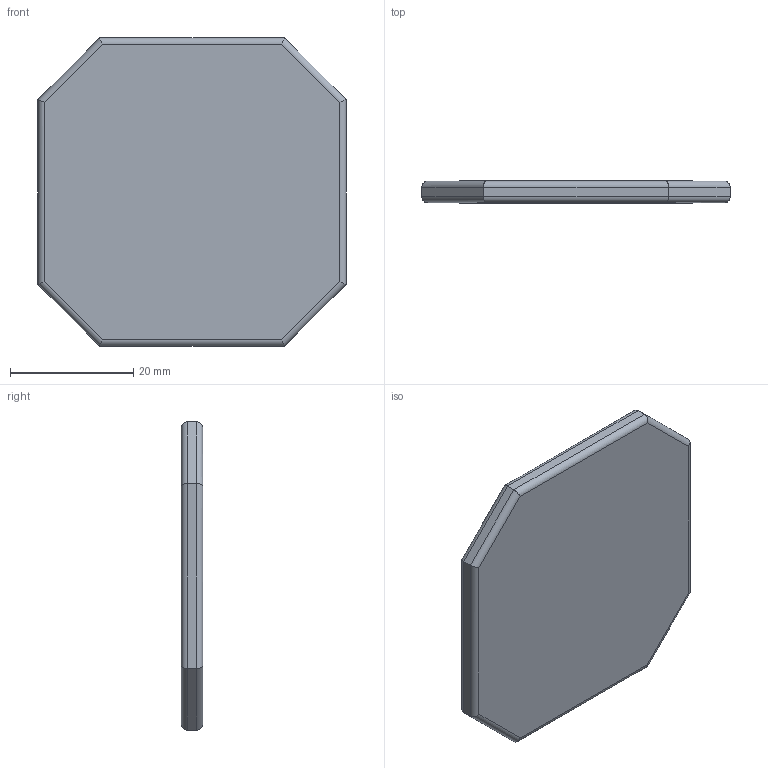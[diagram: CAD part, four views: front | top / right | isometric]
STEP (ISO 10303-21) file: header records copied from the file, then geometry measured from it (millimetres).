
FILE_DESCRIPTION(/* description */ (''),/* implementation_level */ '2;1');
FILE_NAME(/* name */ 'wolf_king.step',/* time_stamp */ '2022-02-06T01:51:33-06:00',/* author */ (''),/* organization */ (''),/* preprocessor_version */ 'ST-DEVELOPER v18.1',/* originating_system */ 'Autodesk Translation Framework v10.13.0.1454',/* authorisation */ '');
FILE_SCHEMA (('AUTOMOTIVE_DESIGN { 1 0 10303 214 3 1 1 }'));
Length unit declared in the file: millimetre
Products named in the file (1): Untitled
Bounding box: 50 x 3.5 x 50 mm (x, y, z)
Volume: 6740.1 mm3; surface area: 8045.2 mm2
Topology: 6 solids, 6 shells, 114 faces, 286 edges, 186 vertices
Faces by surface type: plane 91, cylinder 23
Full cylindrical faces by diameter (mm): 5.1 x4
Entity records: 3406 total; most frequent: CARTESIAN_POINT 587, ORIENTED_EDGE 572, DIRECTION 546, EDGE_CURVE 286, LINE 256, VECTOR 256, VERTEX_POINT 186, AXIS2_PLACEMENT_3D 145
